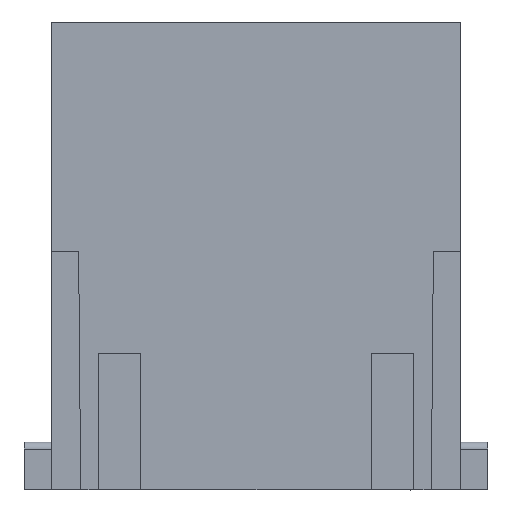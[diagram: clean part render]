
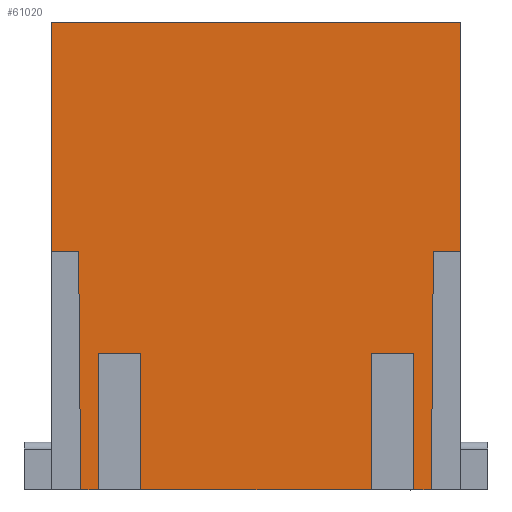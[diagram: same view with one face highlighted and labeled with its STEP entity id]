
A CAD part, left-side view. The second image highlights one B-rep face of the part: STEP entity #61020.
In plain terms, the highlighted planar face has unit normal (-1, 0, 0).
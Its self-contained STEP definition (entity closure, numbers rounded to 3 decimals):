
#25660=CARTESIAN_POINT('',(41.348,78.257,-28.55));
#25670=VERTEX_POINT('',#25660);
#25840=CARTESIAN_POINT('',(41.348,68.257,-28.55));
#25850=VERTEX_POINT('',#25840);
#25880=CARTESIAN_POINT('',(41.348,58.057,-28.55));
#25890=DIRECTION('',(0.,-1.,0.));
#25900=VECTOR('',#25890,1.);
#25910=LINE('',#25880,#25900);
#25920=EDGE_CURVE('',#25670,#25850,#25910,.T.);
#38660=CARTESIAN_POINT('',(41.348,60.757,-30.));
#38670=VERTEX_POINT('',#38660);
#38700=CARTESIAN_POINT('',(41.348,60.757,-0.438));
#38710=DIRECTION('',(0.,0.,-1.));
#38720=VECTOR('',#38710,1.);
#38730=LINE('',#38700,#38720);
#38740=CARTESIAN_POINT('',(41.348,60.757,-32.));
#38750=VERTEX_POINT('',#38740);
#38760=EDGE_CURVE('',#38670,#38750,#38730,.T.);
#40390=CARTESIAN_POINT('',(41.348,78.257,-29.847)
);
#40400=VERTEX_POINT('',#40390);
#41430=CARTESIAN_POINT('',(41.348,78.257,-4.153)
);
#41440=VERTEX_POINT('',#41430);
#41470=CARTESIAN_POINT('',(41.348,78.257,-4.559));
#41480=DIRECTION('',(0.,0.,1.));
#41490=VECTOR('',#41480,1.);
#41500=LINE('',#41470,#41490);
#41510=CARTESIAN_POINT('',(41.348,78.257,-5.45));
#41520=VERTEX_POINT('',#41510);
#41530=EDGE_CURVE('',#41520,#41440,#41500,.T.);
#41750=CARTESIAN_POINT('',(41.348,78.257,-8.55));
#41760=VERTEX_POINT('',#41750);
#41790=CARTESIAN_POINT('',(41.348,78.257,-4.559));
#41800=DIRECTION('',(0.,0.,1.));
#41810=VECTOR('',#41800,1.);
#41820=LINE('',#41790,#41810);
#41830=CARTESIAN_POINT('',(41.348,78.257,-25.45));
#41840=VERTEX_POINT('',#41830);
#41850=EDGE_CURVE('',#41840,#41760,#41820,.T.);
#42020=CARTESIAN_POINT('',(41.348,78.257,-4.559));
#42030=DIRECTION('',(0.,0.,1.));
#42040=VECTOR('',#42030,1.);
#42050=LINE('',#42020,#42040);
#42060=EDGE_CURVE('',#40400,#25670,#42050,.T.);
#48030=CARTESIAN_POINT('',(41.348,60.757,-4.));
#48040=VERTEX_POINT('',#48030);
#48070=CARTESIAN_POINT('',(41.348,58.057,-3.976));
#48080=DIRECTION('',(0.,-1.,0.009));
#48090=VECTOR('',#48080,1.);
#48100=LINE('',#48070,#48090);
#48110=EDGE_CURVE('',#41440,#48040,#48100,.T.);
#50760=CARTESIAN_POINT('',(41.348,43.957,-2.)
);
#50770=VERTEX_POINT('',#50760);
#50850=CARTESIAN_POINT('',(41.348,43.957,-32.)
);
#50860=VERTEX_POINT('',#50850);
#50890=CARTESIAN_POINT('',(41.348,43.957,-4.559)
);
#50900=DIRECTION('',(0.,0.,1.));
#50910=VECTOR('',#50900,1.);
#50920=LINE('',#50890,#50910);
#50930=EDGE_CURVE('',#50860,#50770,#50920,.T.);
#52810=CARTESIAN_POINT('',(41.348,68.257,-25.45));
#52820=VERTEX_POINT('',#52810);
#52850=CARTESIAN_POINT('',(41.348,68.257,-4.559));
#52860=DIRECTION('',(-0.,0.,-1.));
#52870=VECTOR('',#52860,1.);
#52880=LINE('',#52850,#52870);
#52890=EDGE_CURVE('',#52820,#25850,#52880,.T.);
#55530=CARTESIAN_POINT('',(41.348,58.057,-30.024));
#55540=DIRECTION('',(0.,1.,0.009));
#55550=VECTOR('',#55540,1.);
#55560=LINE('',#55530,#55550);
#55570=EDGE_CURVE('',#38670,#40400,#55560,.T.);
#56960=CARTESIAN_POINT('',(41.348,60.757,-2.));
#56970=VERTEX_POINT('',#56960);
#57000=CARTESIAN_POINT('',(41.348,60.757,-0.438));
#57010=DIRECTION('',(0.,0.,-1.));
#57020=VECTOR('',#57010,1.);
#57030=LINE('',#57000,#57020);
#57040=EDGE_CURVE('',#56970,#48040,#57030,.T.);
#57560=CARTESIAN_POINT('',(41.348,68.257,-8.55));
#57570=VERTEX_POINT('',#57560);
#57650=CARTESIAN_POINT('',(41.348,68.257,-5.45));
#57660=VERTEX_POINT('',#57650);
#57690=CARTESIAN_POINT('',(41.348,68.257,-4.559));
#57700=DIRECTION('',(-0.,0.,-1.));
#57710=VECTOR('',#57700,1.);
#57720=LINE('',#57690,#57710);
#57730=EDGE_CURVE('',#57660,#57570,#57720,.T.);
#57970=CARTESIAN_POINT('',(41.348,58.057,-32.));
#57980=DIRECTION('',(0.,1.,0.));
#57990=VECTOR('',#57980,1.);
#58000=LINE('',#57970,#57990);
#58010=EDGE_CURVE('',#50860,#38750,#58000,.T.);
#60590=CARTESIAN_POINT('',(41.348,79.057,-2.));
#60600=DIRECTION('',(-1.,0.,-0.));
#60610=DIRECTION('',(0.,0.,-1.));
#60620=AXIS2_PLACEMENT_3D('',#60590,#60600,#60610);
#60630=PLANE('',#60620);
#60640=ORIENTED_EDGE('',*,*,#25920,.F.);
#60650=ORIENTED_EDGE('',*,*,#52890,.T.);
#60660=CARTESIAN_POINT('',(41.348,58.057,-25.45));
#60670=DIRECTION('',(0.,1.,0.));
#60680=VECTOR('',#60670,1.);
#60690=LINE('',#60660,#60680);
#60700=EDGE_CURVE('',#52820,#41840,#60690,.T.);
#60710=ORIENTED_EDGE('',*,*,#60700,.F.);
#60720=ORIENTED_EDGE('',*,*,#41850,.F.);
#60730=CARTESIAN_POINT('',(41.348,58.057,-8.55));
#60740=DIRECTION('',(0.,-1.,0.));
#60750=VECTOR('',#60740,1.);
#60760=LINE('',#60730,#60750);
#60770=EDGE_CURVE('',#41760,#57570,#60760,.T.);
#60780=ORIENTED_EDGE('',*,*,#60770,.F.);
#60790=ORIENTED_EDGE('',*,*,#57730,.T.);
#60800=CARTESIAN_POINT('',(41.348,58.057,-5.45));
#60810=DIRECTION('',(0.,1.,0.));
#60820=VECTOR('',#60810,1.);
#60830=LINE('',#60800,#60820);
#60840=EDGE_CURVE('',#57660,#41520,#60830,.T.);
#60850=ORIENTED_EDGE('',*,*,#60840,.F.);
#60860=ORIENTED_EDGE('',*,*,#41530,.F.);
#60870=ORIENTED_EDGE('',*,*,#48110,.F.);
#60880=ORIENTED_EDGE('',*,*,#57040,.T.);
#60890=CARTESIAN_POINT('',(41.348,58.057,-2.));
#60900=DIRECTION('',(0.,-1.,0.));
#60910=VECTOR('',#60900,1.);
#60920=LINE('',#60890,#60910);
#60930=EDGE_CURVE('',#56970,#50770,#60920,.T.);
#60940=ORIENTED_EDGE('',*,*,#60930,.F.);
#60950=ORIENTED_EDGE('',*,*,#50930,.T.);
#60960=ORIENTED_EDGE('',*,*,#58010,.F.);
#60970=ORIENTED_EDGE('',*,*,#38760,.T.);
#60980=ORIENTED_EDGE('',*,*,#55570,.F.);
#60990=ORIENTED_EDGE('',*,*,#42060,.F.);
#61000=EDGE_LOOP('',(#60990,#60980,#60970,#60960,#60950,#60940,#60880,
#60870,#60860,#60850,#60790,#60780,#60720,#60710,#60650,#60640));
#61010=FACE_OUTER_BOUND('',#61000,.T.);
#61020=ADVANCED_FACE('',(#61010),#60630,.T.);
